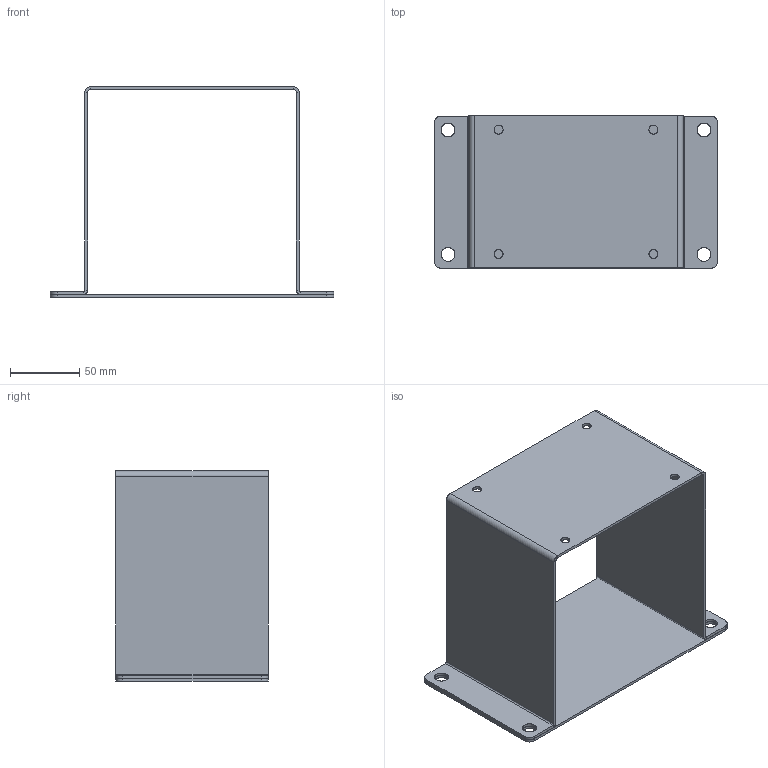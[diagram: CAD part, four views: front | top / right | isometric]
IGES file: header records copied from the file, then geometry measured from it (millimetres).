
Start section: SolidWorks IGES file using analytic representation for surfaces
Global section: file name: 1SE6017_Motor Support DIC 140.IGS; native system: SolidWorks 2018; preprocessor: SolidWorks 2018; author: binatti; date: 220309.103623; units: millimetre
Bounding box: 205 x 110 x 152 mm (x, y, z)
Surface area: 157086.3 mm2 (no closed solid volume)
Topology: 0 solids, 0 shells, 76 faces, 1312 edges, 1312 vertices
Faces by surface type: revolution 40, bspline 36
